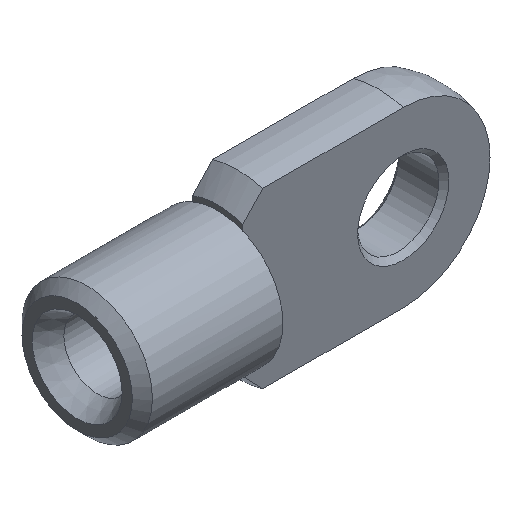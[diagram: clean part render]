
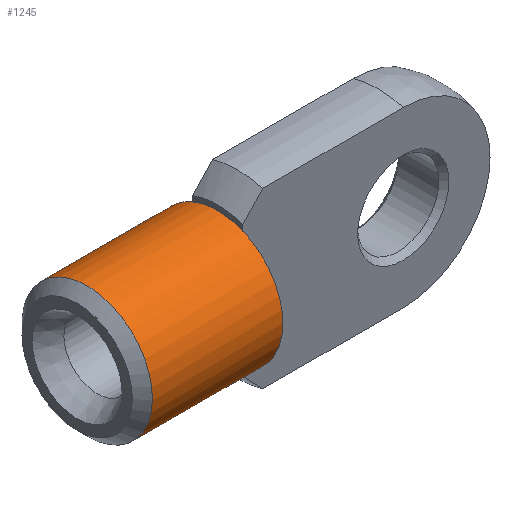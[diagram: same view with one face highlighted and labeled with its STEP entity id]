
A CAD part, isometric view. The second image highlights one B-rep face of the part: STEP entity #1245.
In plain terms, the highlighted cylindrical face has radius 6.5 mm (diameter 13 mm), a full revolution.
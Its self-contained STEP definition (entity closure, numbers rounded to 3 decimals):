
#172 = PLANE('',#173);
#173 = AXIS2_PLACEMENT_3D('',#174,#175,#176);
#174 = CARTESIAN_POINT('',(14.,0.,0.)
  );
#175 = DIRECTION('',(-1.,0.,0.));
#176 = DIRECTION('',(0.,0.,-1.));
#193 = VERTEX_POINT('',#194);
#194 = CARTESIAN_POINT('',(14.,-2.5,-6.));
#215 = EDGE_CURVE('',#216,#193,#218,.T.);
#216 = VERTEX_POINT('',#217);
#217 = CARTESIAN_POINT('',(14.,2.5,-6.));
#218 = SURFACE_CURVE('',#219,(#224,#231),.PCURVE_S1.);
#219 = CIRCLE('',#220,6.5);
#220 = AXIS2_PLACEMENT_3D('',#221,#222,#223);
#221 = CARTESIAN_POINT('',(14.,0.,0.));
#222 = DIRECTION('',(-1.,0.,0.));
#223 = DIRECTION('',(0.,0.,1.));
#224 = PCURVE('',#172,#225);
#225 = DEFINITIONAL_REPRESENTATION('',(#226),#230);
#226 = CIRCLE('',#227,6.5);
#227 = AXIS2_PLACEMENT_2D('',#228,#229);
#228 = CARTESIAN_POINT('',(0.,0.));
#229 = DIRECTION('',(-1.,0.));
#230 = ( GEOMETRIC_REPRESENTATION_CONTEXT(2) 
PARAMETRIC_REPRESENTATION_CONTEXT() REPRESENTATION_CONTEXT('2D SPACE',''
  ) );
#231 = PCURVE('',#232,#237);
#232 = CYLINDRICAL_SURFACE('',#233,6.5);
#233 = AXIS2_PLACEMENT_3D('',#234,#235,#236);
#234 = CARTESIAN_POINT('',(0.,0.,0.));
#235 = DIRECTION('',(1.,0.,0.));
#236 = DIRECTION('',(0.,0.,1.));
#237 = DEFINITIONAL_REPRESENTATION('',(#238),#242);
#238 = LINE('',#239,#240);
#239 = CARTESIAN_POINT('',(6.283,14.));
#240 = VECTOR('',#241,1.);
#241 = DIRECTION('',(-1.,0.));
#242 = ( GEOMETRIC_REPRESENTATION_CONTEXT(2) 
PARAMETRIC_REPRESENTATION_CONTEXT() REPRESENTATION_CONTEXT('2D SPACE',''
  ) );
#422 = VERTEX_POINT('',#423);
#423 = CARTESIAN_POINT('',(14.,-2.5,6.));
#437 = PLANE('',#438);
#438 = AXIS2_PLACEMENT_3D('',#439,#440,#441);
#439 = CARTESIAN_POINT('',(14.,0.,0.)
  );
#440 = DIRECTION('',(-1.,0.,0.));
#441 = DIRECTION('',(0.,0.,-1.));
#463 = PLANE('',#464);
#464 = AXIS2_PLACEMENT_3D('',#465,#466,#467);
#465 = CARTESIAN_POINT('',(14.,-2.5,0.));
#466 = DIRECTION('',(-1.,0.,0.));
#467 = DIRECTION('',(0.,-1.,0.));
#615 = VERTEX_POINT('',#616);
#616 = CARTESIAN_POINT('',(14.,2.5,6.));
#637 = EDGE_CURVE('',#422,#615,#638,.T.);
#638 = SURFACE_CURVE('',#639,(#644,#651),.PCURVE_S1.);
#639 = CIRCLE('',#640,6.5);
#640 = AXIS2_PLACEMENT_3D('',#641,#642,#643);
#641 = CARTESIAN_POINT('',(14.,0.,0.));
#642 = DIRECTION('',(-1.,0.,0.));
#643 = DIRECTION('',(0.,0.,1.));
#644 = PCURVE('',#437,#645);
#645 = DEFINITIONAL_REPRESENTATION('',(#646),#650);
#646 = CIRCLE('',#647,6.5);
#647 = AXIS2_PLACEMENT_2D('',#648,#649);
#648 = CARTESIAN_POINT('',(0.,0.));
#649 = DIRECTION('',(-1.,0.));
#650 = ( GEOMETRIC_REPRESENTATION_CONTEXT(2) 
PARAMETRIC_REPRESENTATION_CONTEXT() REPRESENTATION_CONTEXT('2D SPACE',''
  ) );
#651 = PCURVE('',#232,#652);
#652 = DEFINITIONAL_REPRESENTATION('',(#653),#657);
#653 = LINE('',#654,#655);
#654 = CARTESIAN_POINT('',(12.566,14.));
#655 = VECTOR('',#656,1.);
#656 = DIRECTION('',(-1.,0.));
#657 = ( GEOMETRIC_REPRESENTATION_CONTEXT(2) 
PARAMETRIC_REPRESENTATION_CONTEXT() REPRESENTATION_CONTEXT('2D SPACE',''
  ) );
#679 = PLANE('',#680);
#680 = AXIS2_PLACEMENT_3D('',#681,#682,#683);
#681 = CARTESIAN_POINT('',(14.,9.,0.));
#682 = DIRECTION('',(-1.,0.,0.));
#683 = DIRECTION('',(0.,-1.,0.));
#1104 = CONICAL_SURFACE('',#1105,6.,0.785);
#1105 = AXIS2_PLACEMENT_3D('',#1106,#1107,#1108);
#1106 = CARTESIAN_POINT('',(0.5,0.,0.));
#1107 = DIRECTION('',(1.,0.,0.));
#1108 = DIRECTION('',(0.,0.,1.));
#1176 = EDGE_CURVE('',#1177,#1179,#1181,.T.);
#1177 = VERTEX_POINT('',#1178);
#1178 = CARTESIAN_POINT('',(1.,0.,-6.5));
#1179 = VERTEX_POINT('',#1180);
#1180 = CARTESIAN_POINT('',(1.,-2.5,6.));
#1181 = SURFACE_CURVE('',#1182,(#1187,#1194),.PCURVE_S1.);
#1182 = CIRCLE('',#1183,6.5);
#1183 = AXIS2_PLACEMENT_3D('',#1184,#1185,#1186);
#1184 = CARTESIAN_POINT('',(1.,0.,0.));
#1185 = DIRECTION('',(-1.,0.,0.));
#1186 = DIRECTION('',(0.,0.,1.));
#1187 = PCURVE('',#1104,#1188);
#1188 = DEFINITIONAL_REPRESENTATION('',(#1189),#1193);
#1189 = LINE('',#1190,#1191);
#1190 = CARTESIAN_POINT('',(12.566,0.5));
#1191 = VECTOR('',#1192,1.);
#1192 = DIRECTION('',(-1.,0.));
#1193 = ( GEOMETRIC_REPRESENTATION_CONTEXT(2) 
PARAMETRIC_REPRESENTATION_CONTEXT() REPRESENTATION_CONTEXT('2D SPACE',''
  ) );
#1194 = PCURVE('',#232,#1195);
#1195 = DEFINITIONAL_REPRESENTATION('',(#1196),#1200);
#1196 = LINE('',#1197,#1198);
#1197 = CARTESIAN_POINT('',(6.283,1.));
#1198 = VECTOR('',#1199,1.);
#1199 = DIRECTION('',(-1.,0.));
#1200 = ( GEOMETRIC_REPRESENTATION_CONTEXT(2) 
PARAMETRIC_REPRESENTATION_CONTEXT() REPRESENTATION_CONTEXT('2D SPACE',''
  ) );
#1202 = EDGE_CURVE('',#1179,#1177,#1203,.T.);
#1203 = SURFACE_CURVE('',#1204,(#1209,#1216),.PCURVE_S1.);
#1204 = CIRCLE('',#1205,6.5);
#1205 = AXIS2_PLACEMENT_3D('',#1206,#1207,#1208);
#1206 = CARTESIAN_POINT('',(1.,0.,0.));
#1207 = DIRECTION('',(-1.,0.,0.));
#1208 = DIRECTION('',(0.,0.,1.));
#1209 = PCURVE('',#1104,#1210);
#1210 = DEFINITIONAL_REPRESENTATION('',(#1211),#1215);
#1211 = LINE('',#1212,#1213);
#1212 = CARTESIAN_POINT('',(12.566,0.5));
#1213 = VECTOR('',#1214,1.);
#1214 = DIRECTION('',(-1.,0.));
#1215 = ( GEOMETRIC_REPRESENTATION_CONTEXT(2) 
PARAMETRIC_REPRESENTATION_CONTEXT() REPRESENTATION_CONTEXT('2D SPACE',''
  ) );
#1216 = PCURVE('',#232,#1217);
#1217 = DEFINITIONAL_REPRESENTATION('',(#1218),#1222);
#1218 = LINE('',#1219,#1220);
#1219 = CARTESIAN_POINT('',(12.566,1.));
#1220 = VECTOR('',#1221,1.);
#1221 = DIRECTION('',(-1.,0.));
#1222 = ( GEOMETRIC_REPRESENTATION_CONTEXT(2) 
PARAMETRIC_REPRESENTATION_CONTEXT() REPRESENTATION_CONTEXT('2D SPACE',''
  ) );
#1245 = ADVANCED_FACE('',(#1246),#232,.T.);
#1246 = FACE_BOUND('',#1247,.T.);
#1247 = EDGE_LOOP('',(#1248,#1249,#1275,#1295,#1296,#1297,#1298,#1299));
#1248 = ORIENTED_EDGE('',*,*,#215,.T.);
#1249 = ORIENTED_EDGE('',*,*,#1250,.F.);
#1250 = EDGE_CURVE('',#422,#193,#1251,.T.);
#1251 = SURFACE_CURVE('',#1252,(#1257,#1264),.PCURVE_S1.);
#1252 = CIRCLE('',#1253,6.5);
#1253 = AXIS2_PLACEMENT_3D('',#1254,#1255,#1256);
#1254 = CARTESIAN_POINT('',(14.,0.,0.));
#1255 = DIRECTION('',(1.,0.,0.));
#1256 = DIRECTION('',(0.,0.,1.));
#1257 = PCURVE('',#232,#1258);
#1258 = DEFINITIONAL_REPRESENTATION('',(#1259),#1263);
#1259 = LINE('',#1260,#1261);
#1260 = CARTESIAN_POINT('',(0.,14.));
#1261 = VECTOR('',#1262,1.);
#1262 = DIRECTION('',(1.,0.));
#1263 = ( GEOMETRIC_REPRESENTATION_CONTEXT(2) 
PARAMETRIC_REPRESENTATION_CONTEXT() REPRESENTATION_CONTEXT('2D SPACE',''
  ) );
#1264 = PCURVE('',#463,#1265);
#1265 = DEFINITIONAL_REPRESENTATION('',(#1266),#1274);
#1266 = ( BOUNDED_CURVE() B_SPLINE_CURVE(2,(#1267,#1268,#1269,#1270,
#1271,#1272,#1273),.UNSPECIFIED.,.T.,.F.) B_SPLINE_CURVE_WITH_KNOTS((1,2
    ,2,2,2,1),(-2.094,0.,2.094,4.189,
6.283,8.378),.UNSPECIFIED.) CURVE() 
GEOMETRIC_REPRESENTATION_ITEM() RATIONAL_B_SPLINE_CURVE((1.,0.5,1.,0.5,
1.,0.5,1.)) REPRESENTATION_ITEM('') );
#1267 = CARTESIAN_POINT('',(-2.5,6.5));
#1268 = CARTESIAN_POINT('',(8.758,6.5));
#1269 = CARTESIAN_POINT('',(3.129,-3.25));
#1270 = CARTESIAN_POINT('',(-2.5,-13.));
#1271 = CARTESIAN_POINT('',(-8.129,-3.25));
#1272 = CARTESIAN_POINT('',(-13.758,6.5));
#1273 = CARTESIAN_POINT('',(-2.5,6.5));
#1274 = ( GEOMETRIC_REPRESENTATION_CONTEXT(2) 
PARAMETRIC_REPRESENTATION_CONTEXT() REPRESENTATION_CONTEXT('2D SPACE',''
  ) );
#1275 = ORIENTED_EDGE('',*,*,#1276,.F.);
#1276 = EDGE_CURVE('',#1179,#422,#1277,.T.);
#1277 = SEAM_CURVE('',#1278,(#1281,#1288),.PCURVE_S1.);
#1278 = B_SPLINE_CURVE_WITH_KNOTS('',1,(#1279,#1280),.UNSPECIFIED.,.F.,
  .F.,(2,2),(1.,14.),.PIECEWISE_BEZIER_KNOTS.);
#1279 = CARTESIAN_POINT('',(1.,-2.5,6.));
#1280 = CARTESIAN_POINT('',(14.,-2.5,6.));
#1281 = PCURVE('',#232,#1282);
#1282 = DEFINITIONAL_REPRESENTATION('',(#1283),#1287);
#1283 = LINE('',#1284,#1285);
#1284 = CARTESIAN_POINT('',(0.395,0.));
#1285 = VECTOR('',#1286,1.);
#1286 = DIRECTION('',(0.,1.));
#1287 = ( GEOMETRIC_REPRESENTATION_CONTEXT(2) 
PARAMETRIC_REPRESENTATION_CONTEXT() REPRESENTATION_CONTEXT('2D SPACE',''
  ) );
#1288 = PCURVE('',#232,#1289);
#1289 = DEFINITIONAL_REPRESENTATION('',(#1290),#1294);
#1290 = LINE('',#1291,#1292);
#1291 = CARTESIAN_POINT('',(6.678,0.));
#1292 = VECTOR('',#1293,1.);
#1293 = DIRECTION('',(0.,1.));
#1294 = ( GEOMETRIC_REPRESENTATION_CONTEXT(2) 
PARAMETRIC_REPRESENTATION_CONTEXT() REPRESENTATION_CONTEXT('2D SPACE',''
  ) );
#1295 = ORIENTED_EDGE('',*,*,#1176,.F.);
#1296 = ORIENTED_EDGE('',*,*,#1202,.F.);
#1297 = ORIENTED_EDGE('',*,*,#1276,.T.);
#1298 = ORIENTED_EDGE('',*,*,#637,.T.);
#1299 = ORIENTED_EDGE('',*,*,#1300,.F.);
#1300 = EDGE_CURVE('',#216,#615,#1301,.T.);
#1301 = SURFACE_CURVE('',#1302,(#1307,#1314),.PCURVE_S1.);
#1302 = CIRCLE('',#1303,6.5);
#1303 = AXIS2_PLACEMENT_3D('',#1304,#1305,#1306);
#1304 = CARTESIAN_POINT('',(14.,0.,0.));
#1305 = DIRECTION('',(1.,0.,0.));
#1306 = DIRECTION('',(0.,0.,1.));
#1307 = PCURVE('',#232,#1308);
#1308 = DEFINITIONAL_REPRESENTATION('',(#1309),#1313);
#1309 = LINE('',#1310,#1311);
#1310 = CARTESIAN_POINT('',(0.,14.));
#1311 = VECTOR('',#1312,1.);
#1312 = DIRECTION('',(1.,0.));
#1313 = ( GEOMETRIC_REPRESENTATION_CONTEXT(2) 
PARAMETRIC_REPRESENTATION_CONTEXT() REPRESENTATION_CONTEXT('2D SPACE',''
  ) );
#1314 = PCURVE('',#679,#1315);
#1315 = DEFINITIONAL_REPRESENTATION('',(#1316),#1324);
#1316 = ( BOUNDED_CURVE() B_SPLINE_CURVE(2,(#1317,#1318,#1319,#1320,
#1321,#1322,#1323),.UNSPECIFIED.,.T.,.F.) B_SPLINE_CURVE_WITH_KNOTS((1,2
    ,2,2,2,1),(-2.094,0.,2.094,4.189,
6.283,8.378),.UNSPECIFIED.) CURVE() 
GEOMETRIC_REPRESENTATION_ITEM() RATIONAL_B_SPLINE_CURVE((1.,0.5,1.,0.5,
1.,0.5,1.)) REPRESENTATION_ITEM('') );
#1317 = CARTESIAN_POINT('',(9.,6.5));
#1318 = CARTESIAN_POINT('',(20.258,6.5));
#1319 = CARTESIAN_POINT('',(14.629,-3.25));
#1320 = CARTESIAN_POINT('',(9.,-13.));
#1321 = CARTESIAN_POINT('',(3.371,-3.25));
#1322 = CARTESIAN_POINT('',(-2.258,6.5));
#1323 = CARTESIAN_POINT('',(9.,6.5));
#1324 = ( GEOMETRIC_REPRESENTATION_CONTEXT(2) 
PARAMETRIC_REPRESENTATION_CONTEXT() REPRESENTATION_CONTEXT('2D SPACE',''
  ) );
